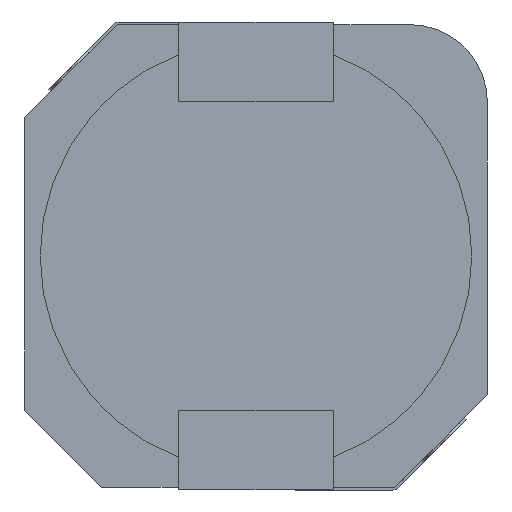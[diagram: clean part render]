
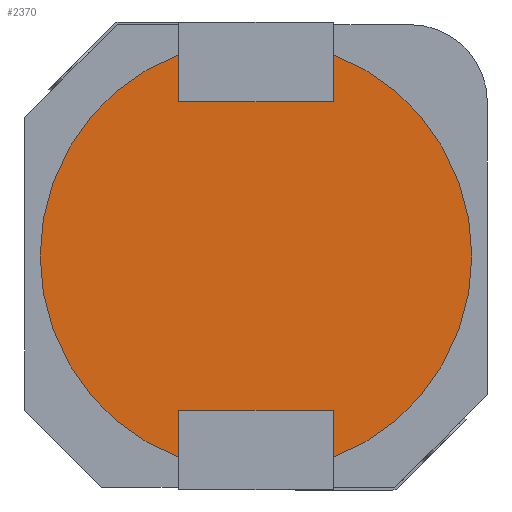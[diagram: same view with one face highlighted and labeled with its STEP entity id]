
A CAD part, front view. The second image highlights one B-rep face of the part: STEP entity #2370.
In plain terms, the highlighted planar face has unit normal (0, -1, 0).
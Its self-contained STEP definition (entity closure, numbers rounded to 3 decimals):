
#530 = VERTEX_POINT ( 'NONE', #2818 ) ;
#536 = VERTEX_POINT ( 'NONE', #2824 ) ;
#778 = EDGE_CURVE ( 'NONE', #536, #530, #1972, .T. ) ;
#809 = EDGE_CURVE ( 'NONE', #530, #536, #2015, .T. ) ;
#846 = CARTESIAN_POINT ( 'NONE',  ( 0., -0.2, 0. ) ) ;
#847 = DIRECTION ( 'NONE',  ( 0., 1., 0. ) ) ;
#848 = DIRECTION ( 'NONE',  ( 0., 0., 1. ) ) ;
#1499 = AXIS2_PLACEMENT_3D ( 'NONE', #2236, #2242, #2243 ) ;
#1728 = CARTESIAN_POINT ( 'NONE',  ( 0., -0.2, 0. ) ) ;
#1729 = DIRECTION ( 'NONE',  ( 0., 1., 0. ) ) ;
#1730 = DIRECTION ( 'NONE',  ( 0., 0., 1. ) ) ;
#1948 = AXIS2_PLACEMENT_3D ( 'NONE', #1728, #1729, #1730 ) ;
#1971 = AXIS2_PLACEMENT_3D ( 'NONE', #846, #847, #848 ) ;
#1972 = CIRCLE ( 'NONE', #1948, 2.8 ) ;
#2015 = CIRCLE ( 'NONE', #1971, 2.8 ) ;
#2236 = CARTESIAN_POINT ( 'NONE',  ( -6.301, -0.2, 0. ) ) ;
#2239 = FACE_OUTER_BOUND ( 'NONE', #2650, .T. ) ;
#2240 = PLANE ( 'NONE',  #1499 ) ;
#2242 = DIRECTION ( 'NONE',  ( 0., 1., 0. ) ) ;
#2243 = DIRECTION ( 'NONE',  ( 0., 0., 1. ) ) ;
#2370 = ADVANCED_FACE ( 'NONE', ( #2239 ), #2240, .F. ) ;
#2530 = ORIENTED_EDGE ( 'NONE', *, *, #778, .F. ) ;
#2606 = ORIENTED_EDGE ( 'NONE', *, *, #809, .F. ) ;
#2650 = EDGE_LOOP ( 'NONE', ( #2606, #2530 ) ) ;
#2818 = CARTESIAN_POINT ( 'NONE',  ( 0., -0.2, 2.8 ) ) ;
#2824 = CARTESIAN_POINT ( 'NONE',  ( 0., -0.2, -2.8 ) ) ;
